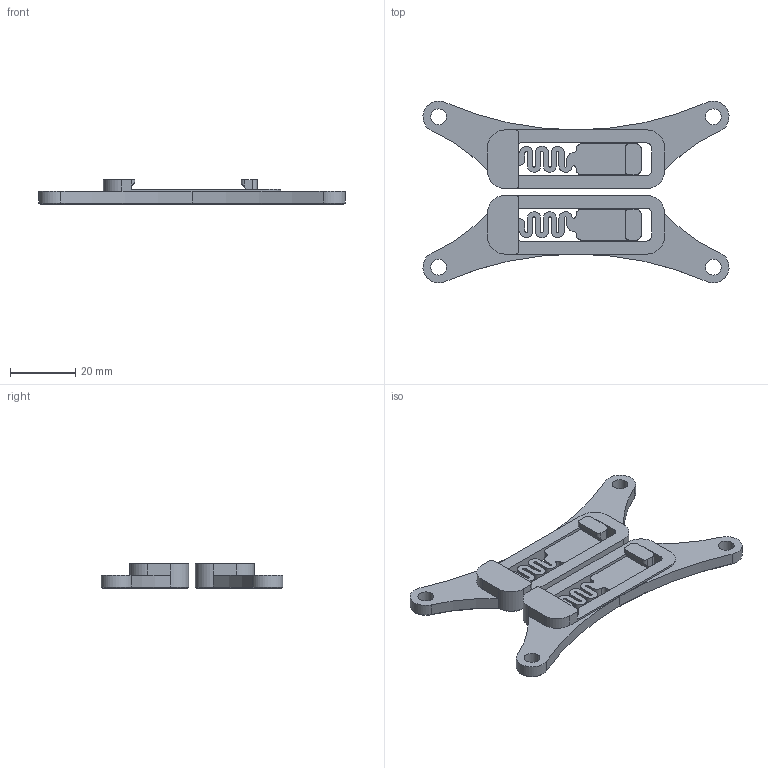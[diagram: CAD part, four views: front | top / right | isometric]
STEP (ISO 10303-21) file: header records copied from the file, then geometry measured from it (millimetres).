
FILE_DESCRIPTION(/* description */ (''),/* implementation_level */ '2;1');
FILE_NAME(/* name */ 'UHP_PSU_Bracket_Heatset_Insert.step',/* time_stamp */ '2026-01-06T09:35:33+01:00',/* author */ (''),/* organization */ (''),/* preprocessor_version */ 'ST-DEVELOPER v20.1',/* originating_system */ 'Autodesk Translation Framework v14.21.0.0',/* authorisation */ '');
FILE_SCHEMA (('AUTOMOTIVE_DESIGN { 1 0 10303 214 3 1 1 }'));
Length unit declared in the file: millimetre
Products named in the file (1): UHP_PSU_Bracket_Heatset_Insert
Bounding box: 93.58 x 55.58 x 7.6 mm (x, y, z)
Volume: 12072.3 mm3; surface area: 9850.4 mm2
Topology: 2 solids, 2 shells, 320 faces, 800 edges, 490 vertices
Faces by surface type: plane 144, cylinder 104, cone 72
Full cylindrical faces by diameter (mm): 4.8 x4
Entity records: 9525 total; most frequent: DIRECTION 1716, CARTESIAN_POINT 1641, ORIENTED_EDGE 1600, EDGE_CURVE 800, AXIS2_PLACEMENT_3D 601, LINE 514, VECTOR 514, VERTEX_POINT 490
